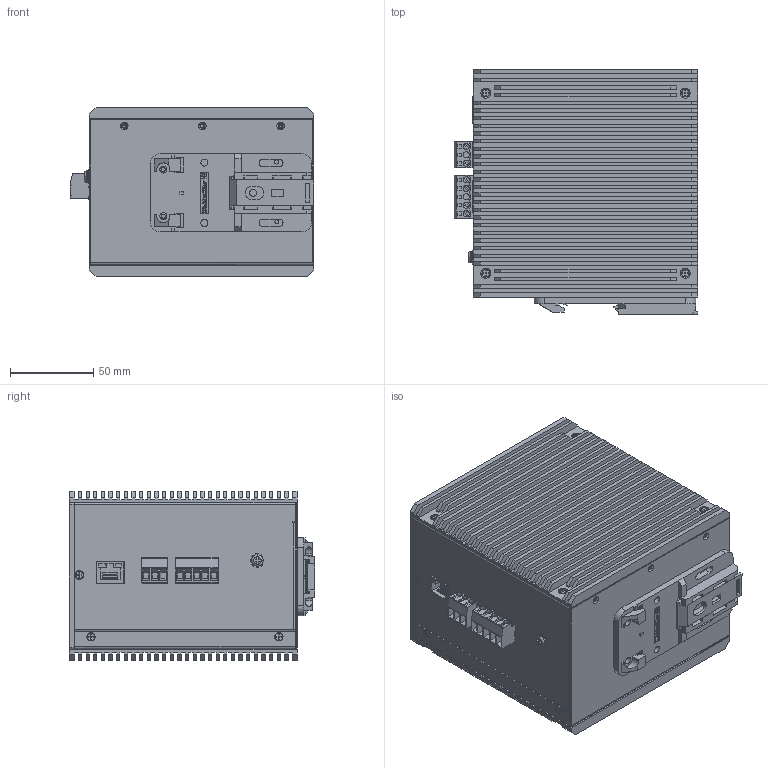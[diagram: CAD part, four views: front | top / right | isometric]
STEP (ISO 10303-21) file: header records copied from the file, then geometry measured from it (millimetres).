
FILE_DESCRIPTION((''),'2;1');
FILE_NAME('SICOM3000A-66-88_ASM','2020-03-10T',('lixiulong'),(''),'PRO/ENGINEER BY PARAMETRIC TECHNOLOGY CORPORATION, 2009360','PRO/ENGINEER BY PARAMETRIC TECHNOLOGY CORPORATION, 2009360','');
FILE_SCHEMA(('AUTOMOTIVE_DESIGN_CC2 { 1 2 10303 214 -1 1 5 2 }'));
Length unit declared in the file: millimetre
Products named in the file (33): ________5____1; ________3____1; 16__PCB______1__ASM_3_ASM_ASM_A_ASM; 16______-37803__14; 16________-37779__1; 16______-37878__11; 16________-37837__8; 16__-__________88MM__ASM_7_ASM__ASM; 104102010-1-4LED-LEK_1_1__1; MANIFOLD_SOLID_BREP_43214; MANIFOLD_SOLID_BREP_43348; MANIFOLD_SOLID_BREP_43482; 104102003-1-1LED-ALARM__1_ASM_A_ASM; 106020004-RESET-ZHAOHUA__1; PRT0005__1; 1X2-RJ45__2; 101030361_1; SANREQI_OUT_5MM_12; BASE_MODEL_DEFAULT_1; SLIP_3_DEFAULT_1; PRODUCT_16742_ASM_1_ASM_ASM_ASM_ASM; __ASM_1_ASM_ASM_ASM_ASM; SHRAPNEL_1; M4-5_1; POWERCONNECTER3_1; POWERCONNECTER5_1; PRT0062; 4GX-16GE_ASM_20_ASM_ASM_ASM_ASM; 4GX-16GE_ASM_ASM_ASM_ASM_ASM; 16GE-88_ASM_ASM_ASM; SICOM3000A-66-88ZUHE_ASM_ASM_ASM; SICOM3000A-66-88__ASM_ASM; SICOM3000A-66-88_ASM
Assembly tree (47 placements, depth 9):
  SICOM3000A-66-88_ASM
    SICOM3000A-66-88__ASM_ASM
      SICOM3000A-66-88ZUHE_ASM_ASM_ASM
        16GE-88_ASM_ASM_ASM
          4GX-16GE_ASM_ASM_ASM_ASM_ASM
            4GX-16GE_ASM_20_ASM_ASM_ASM_ASM
              16__-__________88MM__ASM_7_ASM__ASM
                16__PCB______1__ASM_3_ASM_ASM_A_ASM
                  ________5____1
                  ________3____1
                16______-37803__14
                16________-37779__1
                16______-37878__11
                16________-37837__8
              104102010-1-4LED-LEK_1_1__1
              104102003-1-1LED-ALARM__1_ASM_A_ASM
                MANIFOLD_SOLID_BREP_43214
                MANIFOLD_SOLID_BREP_43348
                MANIFOLD_SOLID_BREP_43482
              106020004-RESET-ZHAOHUA__1
              PRT0005__1
              1X2-RJ45__2  x8
              101030361_1  x2
              SANREQI_OUT_5MM_12  x2
              __ASM_1_ASM_ASM_ASM_ASM
                PRODUCT_16742_ASM_1_ASM_ASM_ASM_ASM
                  BASE_MODEL_DEFAULT_1
                  SLIP_3_DEFAULT_1
              SHRAPNEL_1
              M4-5_1
              POWERCONNECTER3_1
              POWERCONNECTER5_1
              PRT0062  x7
Bounding box: 146.5 x 147.5 x 102 mm (x, y, z)
Volume: 395582.1 mm3; surface area: 342808.2 mm2
Topology: 37 solids, 37 shells, 3153 faces, 8474 edges, 5579 vertices
Faces by surface type: plane 2458, cylinder 499, cone 80, extrusion 80, torus 20, sphere 12, bspline 4
Entity records: 77393 total; most frequent: CARTESIAN_POINT 13857, ORIENTED_EDGE 12508, DIRECTION 12036, EDGE_CURVE 6254, VECTOR 5028, LINE 5004, VERTEX_POINT 4115, AXIS2_PLACEMENT_3D 3504
